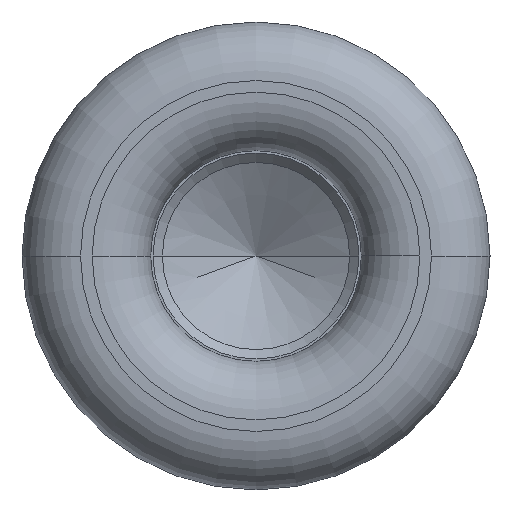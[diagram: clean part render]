
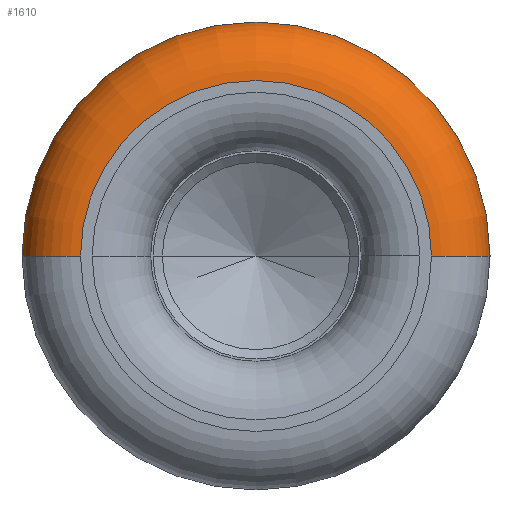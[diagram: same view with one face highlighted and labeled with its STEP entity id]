
A CAD part, left-side view. The second image highlights one B-rep face of the part: STEP entity #1610.
In plain terms, the highlighted toroidal (fillet/blend) face has major radius 3.75 mm and minor radius 1.25 mm.
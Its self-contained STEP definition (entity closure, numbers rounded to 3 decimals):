
#1045=CARTESIAN_POINT('',(0.,5.,0.));
#1046=DIRECTION('',(0.,1.,0.));
#1047=DIRECTION('',(-1.,0.,0.));
#1048=AXIS2_PLACEMENT_3D('',#1045,#1046,#1047);
#1053=CARTESIAN_POINT('',(0.,3.75,0.));
#1054=DIRECTION('',(0.,1.,0.));
#1055=DIRECTION('',(-1.,0.,0.));
#1056=AXIS2_PLACEMENT_3D('',#1053,#1054,#1055);
#1061=CARTESIAN_POINT('',(-3.75,3.75,0.));
#1062=DIRECTION('',(0.,0.,1.));
#1063=DIRECTION('',(0.,1.,0.));
#1064=AXIS2_PLACEMENT_3D('',#1061,#1062,#1063);
#1085=CARTESIAN_POINT('',(3.75,3.75,0.));
#1086=DIRECTION('',(0.,0.,-1.));
#1087=DIRECTION('',(0.,1.,0.));
#1088=AXIS2_PLACEMENT_3D('',#1085,#1086,#1087);
#1346=CARTESIAN_POINT('',(-3.75,5.,0.));
#1347=CARTESIAN_POINT('',(3.75,5.,0.));
#1348=VERTEX_POINT('',#1346);
#1349=VERTEX_POINT('',#1347);
#1350=CARTESIAN_POINT('',(-5.,3.75,0.));
#1351=CARTESIAN_POINT('',(5.,3.75,0.));
#1352=VERTEX_POINT('',#1350);
#1353=VERTEX_POINT('',#1351);
#1596=CARTESIAN_POINT('',(0.,3.75,0.));
#1597=DIRECTION('',(0.,-1.,0.));
#1598=DIRECTION('',(-1.,0.,-0.007));
#1599=AXIS2_PLACEMENT_3D('',#1596,#1597,#1598);
#1600=TOROIDAL_SURFACE('',#1599,3.75,1.25);
#1601=ORIENTED_EDGE('',*,*,#1584,.T.);
#1603=ORIENTED_EDGE('',*,*,#1602,.T.);
#1605=ORIENTED_EDGE('',*,*,#1604,.F.);
#1607=ORIENTED_EDGE('',*,*,#1606,.F.);
#1608=EDGE_LOOP('',(#1601,#1603,#1605,#1607));
#1609=FACE_OUTER_BOUND('',#1608,.F.);
#1610=ADVANCED_FACE('',(#1609),#1600,.T.);
#1049=CIRCLE('',#1048,3.75);
#1057=CIRCLE('',#1056,5.);
#1065=CIRCLE('',#1064,1.25);
#1089=CIRCLE('',#1088,1.25);
#1584=EDGE_CURVE('',#1348,#1349,#1049,.T.);
#1602=EDGE_CURVE('',#1349,#1353,#1089,.T.);
#1604=EDGE_CURVE('',#1352,#1353,#1057,.T.);
#1606=EDGE_CURVE('',#1348,#1352,#1065,.T.);
